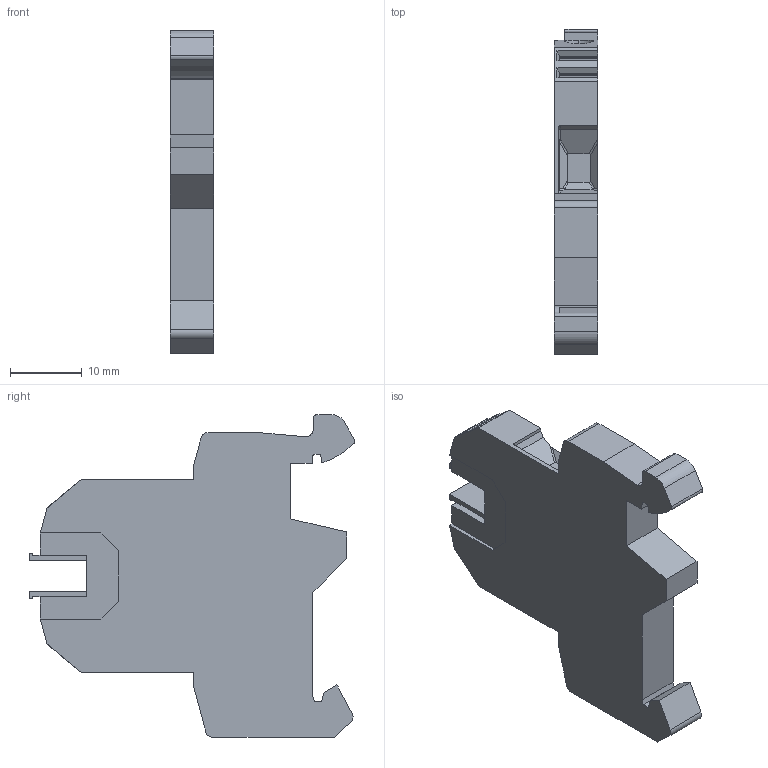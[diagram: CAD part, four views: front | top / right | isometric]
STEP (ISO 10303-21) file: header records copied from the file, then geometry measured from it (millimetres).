
FILE_DESCRIPTION((''),'2;1');
FILE_NAME('RK1540_KOMBI_35_ISO_STEP','2012-05-14T',('Neumann'),(''),'PRO/ENGINEER BY PARAMETRIC TECHNOLOGY CORPORATION, 2007390','PRO/ENGINEER BY PARAMETRIC TECHNOLOGY CORPORATION, 2007390','');
FILE_SCHEMA(('CONFIG_CONTROL_DESIGN'));
Length unit declared in the file: millimetre
Products named in the file (1): RK1540_KOMBI_35_ISO_STEP
Bounding box: 6.1 x 45.38 x 45 mm (x, y, z)
Volume: 7274.7 mm3; surface area: 4122.8 mm2
Topology: 1 solids, 1 shells, 234 faces, 608 edges, 380 vertices
Faces by surface type: plane 124, cylinder 74, cone 16, torus 16, sphere 4
Entity records: 7155 total; most frequent: CARTESIAN_POINT 1351, ORIENTED_EDGE 1216, DIRECTION 1192, EDGE_CURVE 608, VECTOR 428, LINE 428, AXIS2_PLACEMENT_3D 382, VERTEX_POINT 380
